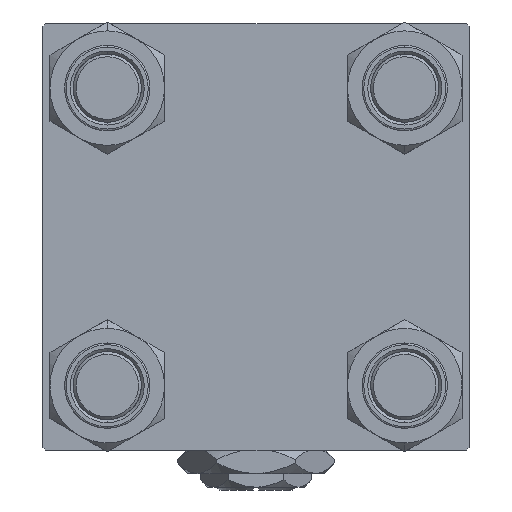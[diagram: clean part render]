
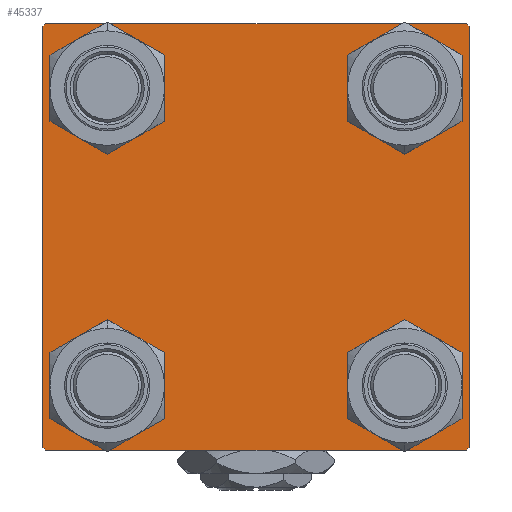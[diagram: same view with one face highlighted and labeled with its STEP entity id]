
A CAD part, left-side view. The second image highlights one B-rep face of the part: STEP entity #45337.
In plain terms, the highlighted planar face has unit normal (-1, 0, 0).
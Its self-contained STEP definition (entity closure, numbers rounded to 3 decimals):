
#341 = ORIENTED_EDGE ( 'NONE', *, *, #29510, .T. ) ;
#838 = CARTESIAN_POINT ( 'NONE',  ( 0., -37.25, 37.25 ) ) ;
#1736 = CARTESIAN_POINT ( 'NONE',  ( 0., -26.15, 26.15 ) ) ;
#1818 = CARTESIAN_POINT ( 'NONE',  ( 0., 37.5, 37. ) ) ;
#2519 = EDGE_CURVE ( 'NONE', #42707, #47246, #31286, .T. ) ;
#2754 = AXIS2_PLACEMENT_3D ( 'NONE', #30694, #18562, #18817 ) ;
#3389 = EDGE_LOOP ( 'NONE', ( #12758, #24242 ) ) ;
#3448 = LINE ( 'NONE', #48595, #51699 ) ;
#3525 = CIRCLE ( 'NONE', #51723, 6.5 ) ;
#3983 = AXIS2_PLACEMENT_3D ( 'NONE', #25937, #41809, #45768 ) ;
#4193 = CARTESIAN_POINT ( 'NONE',  ( 0., 37.5, -37. ) ) ;
#4627 = AXIS2_PLACEMENT_3D ( 'NONE', #6396, #22988, #14317 ) ;
#4770 = CARTESIAN_POINT ( 'NONE',  ( 0., 37.5, 37.5 ) ) ;
#6396 = CARTESIAN_POINT ( 'NONE',  ( 0., 0., 0. ) ) ;
#6633 = DIRECTION ( 'NONE',  ( 1., 0., 0. ) ) ;
#6814 = CARTESIAN_POINT ( 'NONE',  ( 0., 26.15, -19.65 ) ) ;
#6912 = FACE_BOUND ( 'NONE', #40563, .T. ) ;
#6961 = EDGE_CURVE ( 'NONE', #24199, #7915, #3525, .T. ) ;
#7446 = AXIS2_PLACEMENT_3D ( 'NONE', #1736, #13107, #41088 ) ;
#7673 = VECTOR ( 'NONE', #25102, 1000. ) ;
#7815 = EDGE_CURVE ( 'NONE', #23576, #10887, #32500, .T. ) ;
#7915 = VERTEX_POINT ( 'NONE', #42540 ) ;
#8562 = VECTOR ( 'NONE', #44622, 1000. ) ;
#9292 = DIRECTION ( 'NONE',  ( 1., 0., 0. ) ) ;
#9979 = CARTESIAN_POINT ( 'NONE',  ( 0., 37., -37.5 ) ) ;
#10073 = DIRECTION ( 'NONE',  ( 0., 0., 1. ) ) ;
#10177 = EDGE_CURVE ( 'NONE', #10774, #39122, #38062, .T. ) ;
#10381 = AXIS2_PLACEMENT_3D ( 'NONE', #31153, #6633, #51516 ) ;
#10750 = CIRCLE ( 'NONE', #42674, 6.5 ) ;
#10774 = VERTEX_POINT ( 'NONE', #32696 ) ;
#10887 = VERTEX_POINT ( 'NONE', #44344 ) ;
#11566 = CIRCLE ( 'NONE', #7446, 6.5 ) ;
#11695 = CARTESIAN_POINT ( 'NONE',  ( 0., 26.15, 19.65 ) ) ;
#12096 = DIRECTION ( 'NONE',  ( 0., 0., 1. ) ) ;
#12758 = ORIENTED_EDGE ( 'NONE', *, *, #50817, .T. ) ;
#12893 = CIRCLE ( 'NONE', #10381, 6.5 ) ;
#13107 = DIRECTION ( 'NONE',  ( 1., 0., 0. ) ) ;
#13166 = ORIENTED_EDGE ( 'NONE', *, *, #25714, .T. ) ;
#13889 = VECTOR ( 'NONE', #34092, 1000. ) ;
#14030 = VERTEX_POINT ( 'NONE', #4193 ) ;
#14317 = DIRECTION ( 'NONE',  ( 0., 0., 1. ) ) ;
#14709 = ORIENTED_EDGE ( 'NONE', *, *, #18248, .T. ) ;
#14812 = EDGE_CURVE ( 'NONE', #15379, #32772, #40192, .T. ) ;
#15095 = PLANE ( 'NONE',  #4627 ) ;
#15379 = VERTEX_POINT ( 'NONE', #21522 ) ;
#15591 = DIRECTION ( 'NONE',  ( 0., -0.707, 0.707 ) ) ;
#16655 = VECTOR ( 'NONE', #25872, 1000. ) ;
#16885 = CARTESIAN_POINT ( 'NONE',  ( 0., -26.15, 19.65 ) ) ;
#16927 = LINE ( 'NONE', #838, #7673 ) ;
#17470 = VECTOR ( 'NONE', #26477, 1000. ) ;
#18248 = EDGE_CURVE ( 'NONE', #47246, #42707, #11566, .T. ) ;
#18301 = LINE ( 'NONE', #18816, #17470 ) ;
#18523 = FACE_OUTER_BOUND ( 'NONE', #36605, .T. ) ;
#18562 = DIRECTION ( 'NONE',  ( 1., 0., 0. ) ) ;
#18816 = CARTESIAN_POINT ( 'NONE',  ( 0., 37.5, -37.5 ) ) ;
#18817 = DIRECTION ( 'NONE',  ( 0., 0., 1. ) ) ;
#19278 = ORIENTED_EDGE ( 'NONE', *, *, #10177, .T. ) ;
#19424 = VERTEX_POINT ( 'NONE', #23872 ) ;
#20541 = VECTOR ( 'NONE', #48640, 1000. ) ;
#20599 = LINE ( 'NONE', #4770, #22079 ) ;
#20790 = EDGE_CURVE ( 'NONE', #14030, #48913, #32558, .T. ) ;
#21418 = CARTESIAN_POINT ( 'NONE',  ( 0., -26.15, -26.15 ) ) ;
#21522 = CARTESIAN_POINT ( 'NONE',  ( 0., 26.15, 32.65 ) ) ;
#22079 = VECTOR ( 'NONE', #36698, 1000. ) ;
#22476 = FACE_BOUND ( 'NONE', #3389, .T. ) ;
#22988 = DIRECTION ( 'NONE',  ( -1., 0., 0. ) ) ;
#23576 = VERTEX_POINT ( 'NONE', #47518 ) ;
#23872 = CARTESIAN_POINT ( 'NONE',  ( 0., -37., 37.5 ) ) ;
#24199 = VERTEX_POINT ( 'NONE', #27287 ) ;
#24242 = ORIENTED_EDGE ( 'NONE', *, *, #35653, .T. ) ;
#24366 = CARTESIAN_POINT ( 'NONE',  ( 0., 37.25, -37.25 ) ) ;
#24412 = ORIENTED_EDGE ( 'NONE', *, *, #39762, .T. ) ;
#25102 = DIRECTION ( 'NONE',  ( 0., 0.707, 0.707 ) ) ;
#25497 = CIRCLE ( 'NONE', #2754, 6.5 ) ;
#25714 = EDGE_CURVE ( 'NONE', #7915, #24199, #26979, .T. ) ;
#25872 = DIRECTION ( 'NONE',  ( 0., -0.707, -0.707 ) ) ;
#25937 = CARTESIAN_POINT ( 'NONE',  ( 0., 26.15, 26.15 ) ) ;
#26477 = DIRECTION ( 'NONE',  ( 0., -1., 0. ) ) ;
#26777 = ORIENTED_EDGE ( 'NONE', *, *, #31358, .F. ) ;
#26967 = ORIENTED_EDGE ( 'NONE', *, *, #20790, .T. ) ;
#26979 = CIRCLE ( 'NONE', #31161, 6.5 ) ;
#27287 = CARTESIAN_POINT ( 'NONE',  ( 0., -26.15, -19.65 ) ) ;
#28085 = EDGE_LOOP ( 'NONE', ( #39461, #13166 ) ) ;
#28217 = EDGE_CURVE ( 'NONE', #23576, #19424, #16927, .T. ) ;
#28741 = LINE ( 'NONE', #32973, #8562 ) ;
#29080 = ORIENTED_EDGE ( 'NONE', *, *, #2519, .T. ) ;
#29510 = EDGE_CURVE ( 'NONE', #39122, #14030, #28741, .T. ) ;
#29596 = DIRECTION ( 'NONE',  ( 1., 0., 0. ) ) ;
#30463 = AXIS2_PLACEMENT_3D ( 'NONE', #39822, #51991, #31880 ) ;
#30642 = CARTESIAN_POINT ( 'NONE',  ( 0., 37.25, 37.25 ) ) ;
#30694 = CARTESIAN_POINT ( 'NONE',  ( 0., 26.15, -26.15 ) ) ;
#31153 = CARTESIAN_POINT ( 'NONE',  ( 0., 26.15, 26.15 ) ) ;
#31161 = AXIS2_PLACEMENT_3D ( 'NONE', #21418, #9292, #10073 ) ;
#31286 = CIRCLE ( 'NONE', #30463, 6.5 ) ;
#31358 = EDGE_CURVE ( 'NONE', #10774, #19424, #20599, .T. ) ;
#31540 = VERTEX_POINT ( 'NONE', #43565 ) ;
#31880 = DIRECTION ( 'NONE',  ( 0., 0., 1. ) ) ;
#32358 = VERTEX_POINT ( 'NONE', #34065 ) ;
#32500 = LINE ( 'NONE', #36713, #20541 ) ;
#32558 = LINE ( 'NONE', #24366, #16655 ) ;
#32696 = CARTESIAN_POINT ( 'NONE',  ( 0., 37., 37.5 ) ) ;
#32772 = VERTEX_POINT ( 'NONE', #11695 ) ;
#32973 = CARTESIAN_POINT ( 'NONE',  ( 0., 37.5, 37.5 ) ) ;
#34065 = CARTESIAN_POINT ( 'NONE',  ( 0., -37., -37.5 ) ) ;
#34092 = DIRECTION ( 'NONE',  ( 0., 0.707, -0.707 ) ) ;
#34353 = DIRECTION ( 'NONE',  ( 0., 0., 1. ) ) ;
#35653 = EDGE_CURVE ( 'NONE', #31540, #37637, #25497, .T. ) ;
#35667 = ORIENTED_EDGE ( 'NONE', *, *, #50358, .T. ) ;
#35935 = EDGE_CURVE ( 'NONE', #32772, #15379, #12893, .T. ) ;
#36192 = ORIENTED_EDGE ( 'NONE', *, *, #35935, .T. ) ;
#36605 = EDGE_LOOP ( 'NONE', ( #341, #26967, #35667, #24412, #39858, #40342, #26777, #19278 ) ) ;
#36698 = DIRECTION ( 'NONE',  ( 0., -1., 0. ) ) ;
#36713 = CARTESIAN_POINT ( 'NONE',  ( 0., -37.5, 37.5 ) ) ;
#36854 = DIRECTION ( 'NONE',  ( 1., 0., 0. ) ) ;
#37637 = VERTEX_POINT ( 'NONE', #6814 ) ;
#38062 = LINE ( 'NONE', #30642, #13889 ) ;
#38599 = FACE_BOUND ( 'NONE', #41615, .T. ) ;
#39122 = VERTEX_POINT ( 'NONE', #1818 ) ;
#39461 = ORIENTED_EDGE ( 'NONE', *, *, #6961, .T. ) ;
#39762 = EDGE_CURVE ( 'NONE', #32358, #10887, #3448, .T. ) ;
#39822 = CARTESIAN_POINT ( 'NONE',  ( 0., -26.15, 26.15 ) ) ;
#39858 = ORIENTED_EDGE ( 'NONE', *, *, #7815, .F. ) ;
#40192 = CIRCLE ( 'NONE', #3983, 6.5 ) ;
#40342 = ORIENTED_EDGE ( 'NONE', *, *, #28217, .T. ) ;
#40563 = EDGE_LOOP ( 'NONE', ( #14709, #29080 ) ) ;
#40740 = CARTESIAN_POINT ( 'NONE',  ( 0., -26.15, 32.65 ) ) ;
#41088 = DIRECTION ( 'NONE',  ( 0., 0., 1. ) ) ;
#41615 = EDGE_LOOP ( 'NONE', ( #42689, #36192 ) ) ;
#41809 = DIRECTION ( 'NONE',  ( 1., 0., 0. ) ) ;
#42540 = CARTESIAN_POINT ( 'NONE',  ( 0., -26.15, -32.65 ) ) ;
#42674 = AXIS2_PLACEMENT_3D ( 'NONE', #44294, #36854, #12096 ) ;
#42689 = ORIENTED_EDGE ( 'NONE', *, *, #14812, .T. ) ;
#42707 = VERTEX_POINT ( 'NONE', #16885 ) ;
#43084 = FACE_BOUND ( 'NONE', #28085, .T. ) ;
#43565 = CARTESIAN_POINT ( 'NONE',  ( 0., 26.15, -32.65 ) ) ;
#44294 = CARTESIAN_POINT ( 'NONE',  ( 0., 26.15, -26.15 ) ) ;
#44344 = CARTESIAN_POINT ( 'NONE',  ( 0., -37.5, -37. ) ) ;
#44622 = DIRECTION ( 'NONE',  ( 0., 0., -1. ) ) ;
#45337 = ADVANCED_FACE ( 'NONE', ( #6912, #43084, #22476, #38599, #18523 ), #15095, .T. ) ;
#45768 = DIRECTION ( 'NONE',  ( 0., 0., 1. ) ) ;
#46517 = CARTESIAN_POINT ( 'NONE',  ( 0., -26.15, -26.15 ) ) ;
#47246 = VERTEX_POINT ( 'NONE', #40740 ) ;
#47518 = CARTESIAN_POINT ( 'NONE',  ( 0., -37.5, 37. ) ) ;
#48595 = CARTESIAN_POINT ( 'NONE',  ( 0., -37.25, -37.25 ) ) ;
#48640 = DIRECTION ( 'NONE',  ( 0., 0., -1. ) ) ;
#48913 = VERTEX_POINT ( 'NONE', #9979 ) ;
#50358 = EDGE_CURVE ( 'NONE', #48913, #32358, #18301, .T. ) ;
#50817 = EDGE_CURVE ( 'NONE', #37637, #31540, #10750, .T. ) ;
#51516 = DIRECTION ( 'NONE',  ( 0., 0., 1. ) ) ;
#51699 = VECTOR ( 'NONE', #15591, 1000. ) ;
#51723 = AXIS2_PLACEMENT_3D ( 'NONE', #46517, #29596, #34353 ) ;
#51991 = DIRECTION ( 'NONE',  ( 1., 0., 0. ) ) ;
